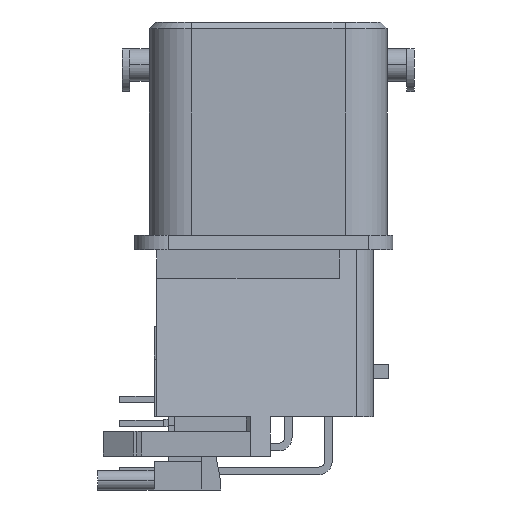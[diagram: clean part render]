
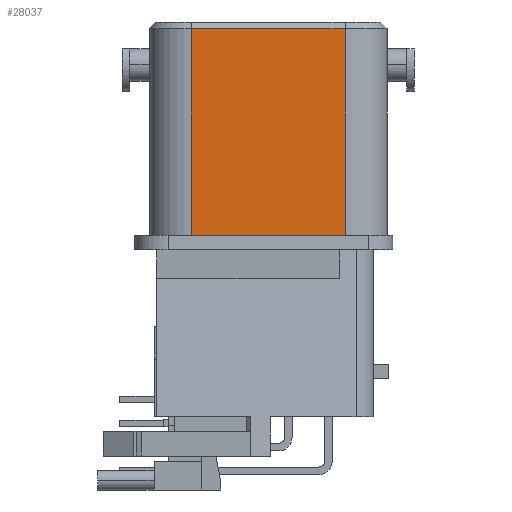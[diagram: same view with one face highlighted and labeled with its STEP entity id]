
A CAD part, left-side view. The second image highlights one B-rep face of the part: STEP entity #28037.
In plain terms, the highlighted planar face has unit normal (-1, 0, 0).
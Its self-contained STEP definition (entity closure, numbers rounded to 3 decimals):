
#706=DIRECTION('',(0.,-1.,0.));
#707=VECTOR('',#706,16.1);
#708=CARTESIAN_POINT('',(-62.5,17.85,22.8));
#709=LINE('',#708,#707);
#710=DIRECTION('',(0.,-1.,0.));
#711=VECTOR('',#710,16.1);
#712=CARTESIAN_POINT('',(-62.5,17.85,1.15));
#713=LINE('',#712,#711);
#15377=DIRECTION('',(0.,0.,-1.));
#15378=VECTOR('',#15377,21.65);
#15379=CARTESIAN_POINT('',(-62.5,1.75,22.8));
#15380=LINE('',#15379,#15378);
#19024=DIRECTION('',(0.,0.,1.));
#19025=VECTOR('',#19024,21.65);
#19026=CARTESIAN_POINT('',(-62.5,17.85,1.15));
#19027=LINE('',#19026,#19025);
#21242=CARTESIAN_POINT('',(-62.5,17.85,22.8));
#21243=VERTEX_POINT('',#21242);
#23415=CARTESIAN_POINT('',(-62.5,17.85,1.15));
#23416=VERTEX_POINT('',#23415);
#25505=CARTESIAN_POINT('',(-62.5,1.75,22.8));
#25506=VERTEX_POINT('',#25505);
#27191=CARTESIAN_POINT('',(-62.5,1.75,1.15));
#27192=VERTEX_POINT('',#27191);
#28023=CARTESIAN_POINT('',(-62.5,22.25,0.));
#28024=DIRECTION('',(-1.,0.,0.));
#28025=DIRECTION('',(0.,-1.,0.));
#28026=AXIS2_PLACEMENT_3D('',#28023,#28024,#28025);
#28027=PLANE('',#28026);
#28029=ORIENTED_EDGE('',*,*,#28028,.F.);
#28031=ORIENTED_EDGE('',*,*,#28030,.T.);
#28032=ORIENTED_EDGE('',*,*,#28013,.T.);
#28034=ORIENTED_EDGE('',*,*,#28033,.T.);
#28035=EDGE_LOOP('',(#28029,#28031,#28032,#28034));
#28036=FACE_OUTER_BOUND('',#28035,.F.);
#28037=ADVANCED_FACE('',(#28036),#28027,.T.);
#28013=EDGE_CURVE('',#21243,#25506,#709,.T.);
#28028=EDGE_CURVE('',#23416,#27192,#713,.T.);
#28030=EDGE_CURVE('',#23416,#21243,#19027,.T.);
#28033=EDGE_CURVE('',#25506,#27192,#15380,.T.);
